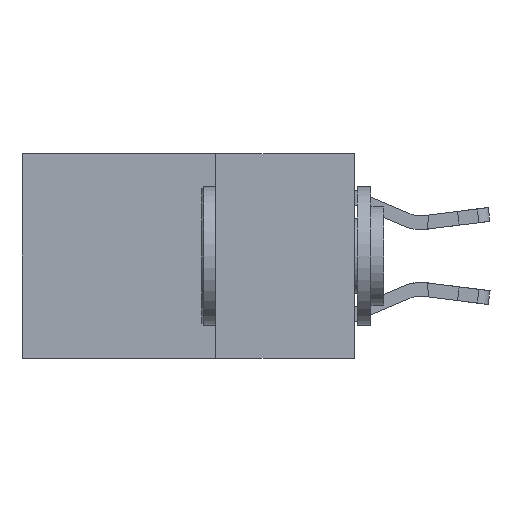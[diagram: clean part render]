
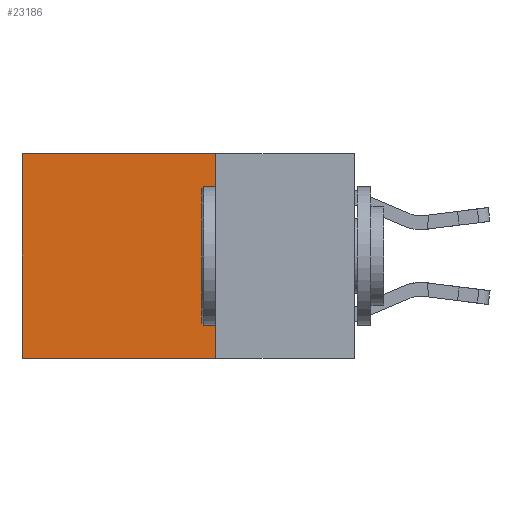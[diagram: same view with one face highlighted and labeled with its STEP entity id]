
A CAD part, left-side view. The second image highlights one B-rep face of the part: STEP entity #23186.
In plain terms, the highlighted planar face has unit normal (-1, 0, 0).
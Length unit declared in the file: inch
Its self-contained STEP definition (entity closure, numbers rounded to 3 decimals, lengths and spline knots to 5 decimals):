
#402 = VERTEX_POINT ( 'NONE', #14943 ) ;
#998 = VECTOR ( 'NONE', #9605, 39.37008 ) ;
#1947 = CARTESIAN_POINT ( 'NONE',  ( 0.2625, 0.25, 0. ) ) ;
#2965 = DIRECTION ( 'NONE',  ( 1., 0., 0. ) ) ;
#3410 = FACE_OUTER_BOUND ( 'NONE', #15469, .T. ) ;
#4563 = CARTESIAN_POINT ( 'NONE',  ( 0.2625, 0.6, 0. ) ) ;
#6607 = LINE ( 'NONE', #13725, #998 ) ;
#6680 = VECTOR ( 'NONE', #16331, 39.37008 ) ;
#7609 = VERTEX_POINT ( 'NONE', #18662 ) ;
#8856 = EDGE_CURVE ( 'NONE', #402, #7609, #22659, .T. ) ;
#8933 = ORIENTED_EDGE ( 'NONE', *, *, #20971, .F. ) ;
#9605 = DIRECTION ( 'NONE',  ( 0., 0., -1. ) ) ;
#9908 = ORIENTED_EDGE ( 'NONE', *, *, #8856, .F. ) ;
#12853 = LINE ( 'NONE', #26565, #6680 ) ;
#13725 = CARTESIAN_POINT ( 'NONE',  ( 0.2625, 0.6, 0. ) ) ;
#14089 = DIRECTION ( 'NONE',  ( 0., 1., 0. ) ) ;
#14943 = CARTESIAN_POINT ( 'NONE',  ( 0.2625, 0.25, -0.37 ) ) ;
#15468 = CARTESIAN_POINT ( 'NONE',  ( 0.2625, 0.25, 0. ) ) ;
#15469 = EDGE_LOOP ( 'NONE', ( #22854, #9908, #8933, #15590 ) ) ;
#15590 = ORIENTED_EDGE ( 'NONE', *, *, #24032, .T. ) ;
#16331 = DIRECTION ( 'NONE',  ( 0., 1., 0. ) ) ;
#17544 = DIRECTION ( 'NONE',  ( 0., 0., -1. ) ) ;
#17547 = LINE ( 'NONE', #23383, #23050 ) ;
#17923 = EDGE_CURVE ( 'NONE', #26761, #7609, #6607, .T. ) ;
#18662 = CARTESIAN_POINT ( 'NONE',  ( 0.2625, 0.6, -0.37 ) ) ;
#19511 = VERTEX_POINT ( 'NONE', #1947 ) ;
#20971 = EDGE_CURVE ( 'NONE', #19511, #402, #17547, .T. ) ;
#22659 = LINE ( 'NONE', #26422, #23313 ) ;
#22854 = ORIENTED_EDGE ( 'NONE', *, *, #17923, .T. ) ;
#23050 = VECTOR ( 'NONE', #25417, 39.37008 ) ;
#23186 = ADVANCED_FACE ( 'NONE', ( #3410 ), #23703, .F. ) ;
#23313 = VECTOR ( 'NONE', #14089, 39.37008 ) ;
#23383 = CARTESIAN_POINT ( 'NONE',  ( 0.2625, 0.25, 0. ) ) ;
#23703 = PLANE ( 'NONE',  #25506 ) ;
#24032 = EDGE_CURVE ( 'NONE', #19511, #26761, #12853, .T. ) ;
#25417 = DIRECTION ( 'NONE',  ( 0., 0., -1. ) ) ;
#25506 = AXIS2_PLACEMENT_3D ( 'NONE', #15468, #2965, #17544 ) ;
#26422 = CARTESIAN_POINT ( 'NONE',  ( 0.2625, 0.25, -0.37 ) ) ;
#26565 = CARTESIAN_POINT ( 'NONE',  ( 0.2625, 0.25, 0. ) ) ;
#26761 = VERTEX_POINT ( 'NONE', #4563 ) ;
